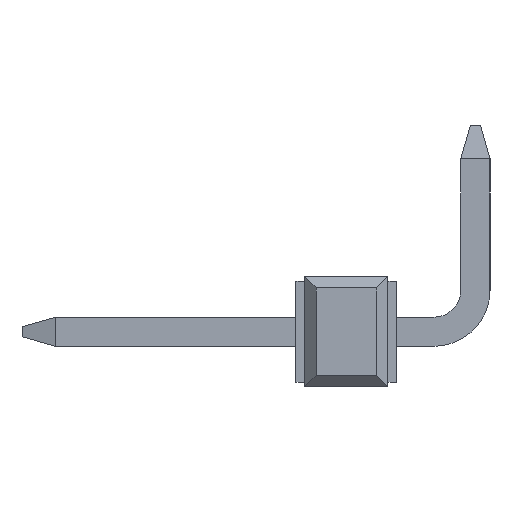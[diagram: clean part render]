
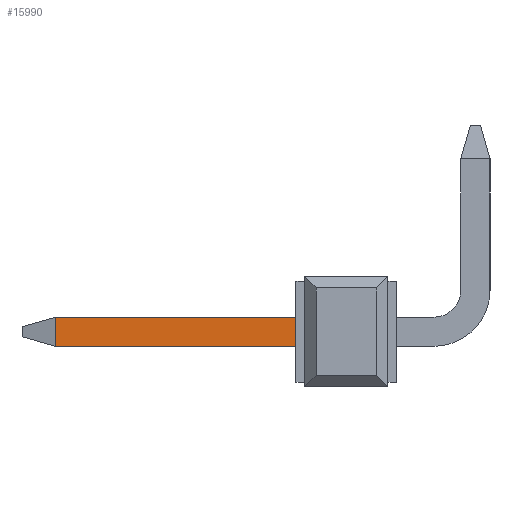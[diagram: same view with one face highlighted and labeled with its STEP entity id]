
A CAD part, left-side view. The second image highlights one B-rep face of the part: STEP entity #15990.
In plain terms, the highlighted planar face has unit normal (-1, 0, 0).
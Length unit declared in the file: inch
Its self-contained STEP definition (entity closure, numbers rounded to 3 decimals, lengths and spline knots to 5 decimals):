
#5469=DIRECTION('',(0.,0.,-1.));
#5470=VECTOR('',#5469,0.026);
#5471=CARTESIAN_POINT('',(-0.763,0.259,0.013));
#5472=LINE('',#5471,#5470);
#5473=DIRECTION('',(0.,-1.,0.));
#5474=VECTOR('',#5473,0.214);
#5475=CARTESIAN_POINT('',(-0.763,0.259,0.013));
#5476=LINE('',#5475,#5474);
#5477=DIRECTION('',(0.,1.,0.));
#5478=VECTOR('',#5477,0.214);
#5479=CARTESIAN_POINT('',(-0.763,0.045,-0.013));
#5480=LINE('',#5479,#5478);
#5665=DIRECTION('',(0.,0.,-1.));
#5666=VECTOR('',#5665,0.026);
#5667=CARTESIAN_POINT('',(-0.763,0.045,0.013));
#5668=LINE('',#5667,#5666);
#7773=CARTESIAN_POINT('',(-0.763,0.045,0.013));
#7774=CARTESIAN_POINT('',(-0.763,0.045,-0.013));
#7775=VERTEX_POINT('',#7773);
#7776=VERTEX_POINT('',#7774);
#7826=CARTESIAN_POINT('',(-0.763,0.259,0.013));
#7828=VERTEX_POINT('',#7826);
#7842=CARTESIAN_POINT('',(-0.763,0.259,-0.013));
#7844=VERTEX_POINT('',#7842);
#15975=CARTESIAN_POINT('',(-0.763,0.,0.));
#15976=DIRECTION('',(1.,0.,0.));
#15977=DIRECTION('',(0.,0.,-1.));
#15978=AXIS2_PLACEMENT_3D('',#15975,#15976,#15977);
#15979=PLANE('',#15978);
#15981=ORIENTED_EDGE('',*,*,#15980,.F.);
#15983=ORIENTED_EDGE('',*,*,#15982,.T.);
#15985=ORIENTED_EDGE('',*,*,#15984,.T.);
#15987=ORIENTED_EDGE('',*,*,#15986,.T.);
#15988=EDGE_LOOP('',(#15981,#15983,#15985,#15987));
#15989=FACE_OUTER_BOUND('',#15988,.F.);
#15990=ADVANCED_FACE('',(#15989),#15979,.F.);
#15980=EDGE_CURVE('',#7828,#7844,#5472,.T.);
#15982=EDGE_CURVE('',#7828,#7775,#5476,.T.);
#15984=EDGE_CURVE('',#7775,#7776,#5668,.T.);
#15986=EDGE_CURVE('',#7776,#7844,#5480,.T.);
